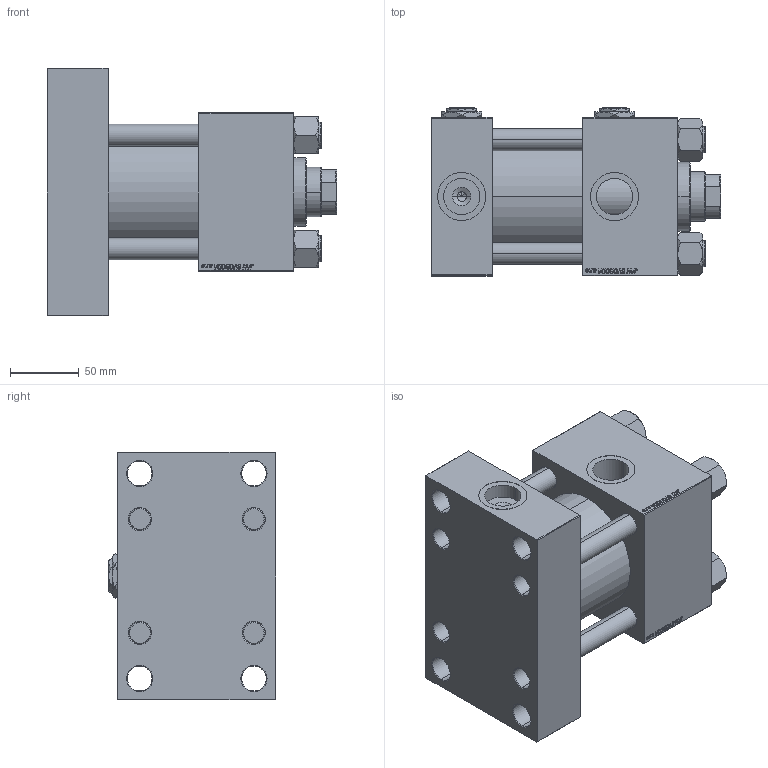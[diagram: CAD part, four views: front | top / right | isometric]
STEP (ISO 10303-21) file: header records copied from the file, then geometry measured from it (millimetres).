
FILE_DESCRIPTION (( 'STEP AP203' ), '1' );
FILE_NAME ('a069.STEP', '2023-08-23T17:22:29', ( '' ), ( '' ), 'SwSTEP 2.0', 'SolidWorks 2019', '' );
FILE_SCHEMA (( 'CONFIG_CONTROL_DESIGN' ));
Length unit declared in the file: millimetre
Products named in the file (7): V215CR_E_Body 1b3062fa416414bc782c6f7113ce16f7; V215CR_TYCINKA_E 1b3062fa416414bc782c6f7113ce16f7; NUT_M5_E 1b3062fa416414bc782c6f7113ce16f7; V215_VC_A 1b3062fa416414bc782c6f7113ce16f7; V215CR_VCP_E 1b3062fa416414bc782c6f7113ce16f7; a069; Zatka_pro_OIL_PORT 1b3062fa416414bc782c6f7113ce16f7
Assembly tree (13 placements, depth 2):
  a069
    V215CR_E_Body 1b3062fa416414bc782c6f7113ce16f7
    V215CR_VCP_E 1b3062fa416414bc782c6f7113ce16f7
    V215CR_TYCINKA_E 1b3062fa416414bc782c6f7113ce16f7  x4
    NUT_M5_E 1b3062fa416414bc782c6f7113ce16f7  x4
    V215_VC_A 1b3062fa416414bc782c6f7113ce16f7
    Zatka_pro_OIL_PORT 1b3062fa416414bc782c6f7113ce16f7  x2
Bounding box: 210 x 122 x 180 mm (x, y, z)
Volume: 2069543.9 mm3; surface area: 317318.6 mm2
Topology: 13 solids, 13 shells, 1284 faces, 3239 edges, 2092 vertices
Faces by surface type: plane 593, bspline 392, cone 194, cylinder 97, torus 8
Entity records: 52518 total; most frequent: CARTESIAN_POINT 27846, ORIENTED_EDGE 5550, DIRECTION 3605, EDGE_CURVE 2775, VERTEX_POINT 1812, LINE 1623, VECTOR 1623, EDGE_LOOP 1227
